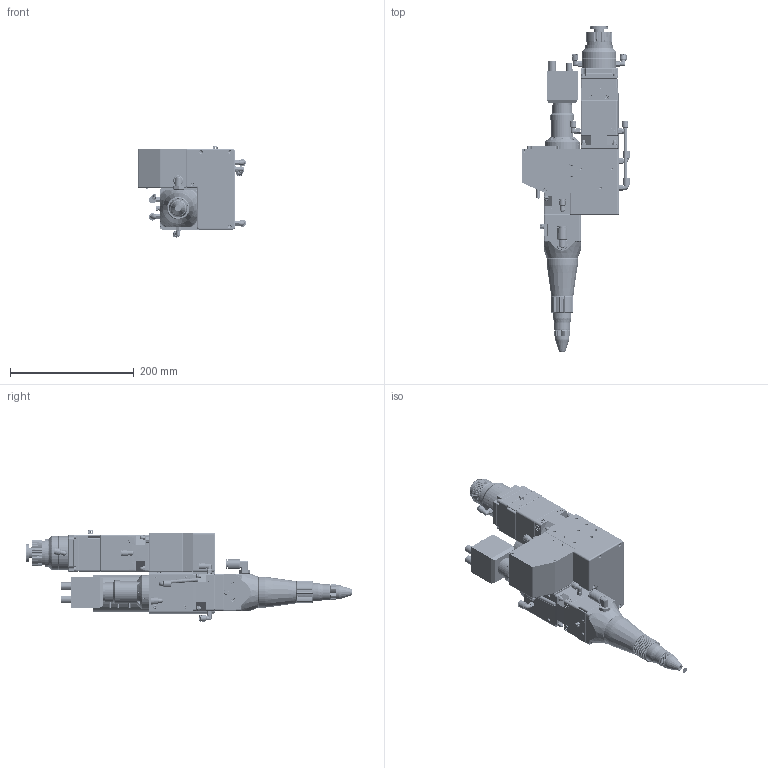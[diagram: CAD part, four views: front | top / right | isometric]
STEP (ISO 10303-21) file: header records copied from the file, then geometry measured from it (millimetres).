
FILE_DESCRIPTION (( 'STEP AP203' ), '1' );
FILE_NAME ('WOBII4000-同轴.STEP', '2021-07-30T06:20:14', ( 'Windows 用户' ), ( '' ), 'SwSTEP 2.0', 'SolidWorks 2017', '' );
FILE_SCHEMA (( 'CONFIG_CONTROL_DESIGN' ));
Length unit declared in the file: millimetre
Products named in the file (5): TLLA-NOL115 眻斯芛; WOBII4000-肮粣; TLLA-WFL1254K01A 4K袧眻噩郪; TLLA-WCL2504K01A 4K擄蝴噩郪; Z4KWWOB蚾饜202103
Assembly tree (4 placements, depth 2):
  WOBII4000-肮粣
    Z4KWWOB蚾饜202103
    TLLA-NOL115 眻斯芛
    TLLA-WCL2504K01A 4K擄蝴噩郪
    TLLA-WFL1254K01A 4K袧眻噩郪
Bounding box: 174.4 x 535.55 x 146.9 mm (x, y, z)
Volume: 756613.4 mm3; surface area: 511012.9 mm2
Topology: 51 solids, 202 shells, 3867 faces, 10637 edges, 7098 vertices
Faces by surface type: plane 2117, cylinder 1091, bspline 314, cone 306, torus 36, sphere 3
Full cylindrical faces by diameter (mm): 1 x1, 1.3 x25, 1.5 x33, 1.6 x5, 2 x10, 2.05 x8, 2.5 x42, 2.658 x2, 2.9 x6, 3 x19, 3.05 x2, 3.2 x2, 3.3 x35, 3.352 x2, 3.4 x12, 3.5 x14, 3.6 x4, 3.8 x2, 3.943 x2, 4 x17, 4.2 x9, 4.5 x12, 4.7 x4, 5 x4, 5.5 x19, 6 x52, 6.5 x4, 6.562 x1, 7 x15, 7.2 x8
Entity records: 145692 total; most frequent: CARTESIAN_POINT 55505, ORIENTED_EDGE 17956, DIRECTION 16999, EDGE_CURVE 9543, VERTEX_POINT 6817, AXIS2_PLACEMENT_3D 6386, EDGE_LOOP 5322, FACE_OUTER_BOUND 4462
